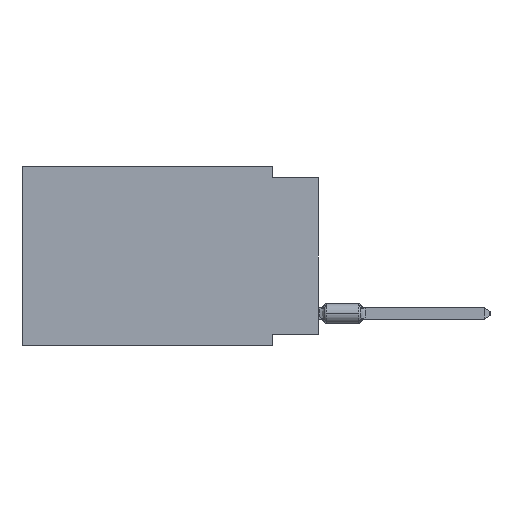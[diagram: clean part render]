
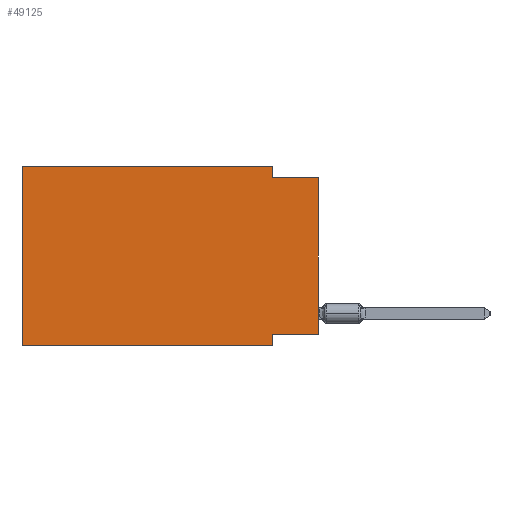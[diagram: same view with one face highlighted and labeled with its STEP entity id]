
A CAD part, left-side view. The second image highlights one B-rep face of the part: STEP entity #49125.
In plain terms, the highlighted planar face has unit normal (-1, 0, 0).
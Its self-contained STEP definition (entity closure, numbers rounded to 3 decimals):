
#725 = VECTOR ( 'NONE', #48242, 1000. ) ;
#1072 = EDGE_CURVE ( 'NONE', #23533, #12786, #31881, .T. ) ;
#2910 = LINE ( 'NONE', #46155, #3259 ) ;
#3180 = AXIS2_PLACEMENT_3D ( 'NONE', #18572, #36054, #53520 ) ;
#3259 = VECTOR ( 'NONE', #23826, 1000. ) ;
#3508 = LINE ( 'NONE', #38723, #39934 ) ;
#7801 = DIRECTION ( 'NONE',  ( 0., 0., 1. ) ) ;
#8334 = VERTEX_POINT ( 'NONE', #11706 ) ;
#8417 = ORIENTED_EDGE ( 'NONE', *, *, #33602, .F. ) ;
#8634 = DIRECTION ( 'NONE',  ( 0., 0., -1. ) ) ;
#9022 = EDGE_CURVE ( 'NONE', #12628, #30403, #2910, .T. ) ;
#9497 = EDGE_CURVE ( 'NONE', #12786, #30772, #52004, .T. ) ;
#9589 = CARTESIAN_POINT ( 'NONE',  ( 0., 0., -0.635 ) ) ;
#9697 = PLANE ( 'NONE',  #3180 ) ;
#11706 = CARTESIAN_POINT ( 'NONE',  ( 0., 16.383, 0. ) ) ;
#12628 = VERTEX_POINT ( 'NONE', #47285 ) ;
#12786 = VERTEX_POINT ( 'NONE', #39798 ) ;
#13624 = EDGE_CURVE ( 'NONE', #20381, #30772, #47972, .T. ) ;
#13766 = ORIENTED_EDGE ( 'NONE', *, *, #1072, .F. ) ;
#16523 = ORIENTED_EDGE ( 'NONE', *, *, #13624, .T. ) ;
#18219 = CARTESIAN_POINT ( 'NONE',  ( 0., 0., -9.271 ) ) ;
#18572 = CARTESIAN_POINT ( 'NONE',  ( 0., 16.383, 0. ) ) ;
#19953 = ORIENTED_EDGE ( 'NONE', *, *, #9497, .F. ) ;
#20013 = LINE ( 'NONE', #42045, #45160 ) ;
#20381 = VERTEX_POINT ( 'NONE', #18219 ) ;
#22110 = EDGE_CURVE ( 'NONE', #8334, #23533, #20013, .T. ) ;
#23533 = VERTEX_POINT ( 'NONE', #29069 ) ;
#23826 = DIRECTION ( 'NONE',  ( 0., -1., 0. ) ) ;
#24485 = DIRECTION ( 'NONE',  ( 0., 1., 0. ) ) ;
#24545 = CARTESIAN_POINT ( 'NONE',  ( 0., 2.54, -9.906 ) ) ;
#26203 = CARTESIAN_POINT ( 'NONE',  ( 0., 0., 0. ) ) ;
#27001 = DIRECTION ( 'NONE',  ( 0., -1., 0. ) ) ;
#27323 = EDGE_CURVE ( 'NONE', #31293, #30403, #34419, .T. ) ;
#29069 = CARTESIAN_POINT ( 'NONE',  ( 0., 2.54, 0. ) ) ;
#30403 = VERTEX_POINT ( 'NONE', #24545 ) ;
#30772 = VERTEX_POINT ( 'NONE', #9589 ) ;
#31293 = VERTEX_POINT ( 'NONE', #41857 ) ;
#31595 = CARTESIAN_POINT ( 'NONE',  ( 0., 2.54, 0. ) ) ;
#31655 = LINE ( 'NONE', #55691, #40255 ) ;
#31881 = LINE ( 'NONE', #31595, #36062 ) ;
#32846 = VECTOR ( 'NONE', #27001, 1000. ) ;
#33201 = VECTOR ( 'NONE', #8634, 1000. ) ;
#33209 = ORIENTED_EDGE ( 'NONE', *, *, #50853, .F. ) ;
#33602 = EDGE_CURVE ( 'NONE', #12628, #8334, #3508, .T. ) ;
#34419 = LINE ( 'NONE', #38997, #33201 ) ;
#36054 = DIRECTION ( 'NONE',  ( 1., 0., 0. ) ) ;
#36062 = VECTOR ( 'NONE', #40460, 1000. ) ;
#37553 = ORIENTED_EDGE ( 'NONE', *, *, #22110, .F. ) ;
#38723 = CARTESIAN_POINT ( 'NONE',  ( 0., 16.383, 0. ) ) ;
#38997 = CARTESIAN_POINT ( 'NONE',  ( 0., 2.54, -9.906 ) ) ;
#39798 = CARTESIAN_POINT ( 'NONE',  ( 0., 2.54, -0.635 ) ) ;
#39934 = VECTOR ( 'NONE', #7801, 1000. ) ;
#40255 = VECTOR ( 'NONE', #24485, 1000. ) ;
#40460 = DIRECTION ( 'NONE',  ( 0., 0., -1. ) ) ;
#41857 = CARTESIAN_POINT ( 'NONE',  ( 0., 2.54, -9.271 ) ) ;
#42045 = CARTESIAN_POINT ( 'NONE',  ( 0., 16.383, 0. ) ) ;
#42717 = EDGE_LOOP ( 'NONE', ( #16523, #19953, #13766, #37553, #8417, #53925, #48232, #33209 ) ) ;
#45160 = VECTOR ( 'NONE', #46351, 1000. ) ;
#46155 = CARTESIAN_POINT ( 'NONE',  ( 0., 16.383, -9.906 ) ) ;
#46351 = DIRECTION ( 'NONE',  ( 0., -1., 0. ) ) ;
#47285 = CARTESIAN_POINT ( 'NONE',  ( 0., 16.383, -9.906 ) ) ;
#47972 = LINE ( 'NONE', #26203, #725 ) ;
#48232 = ORIENTED_EDGE ( 'NONE', *, *, #27323, .F. ) ;
#48242 = DIRECTION ( 'NONE',  ( 0., 0., 1. ) ) ;
#48947 = FACE_OUTER_BOUND ( 'NONE', #42717, .T. ) ;
#49125 = ADVANCED_FACE ( 'NONE', ( #48947 ), #9697, .F. ) ;
#50853 = EDGE_CURVE ( 'NONE', #20381, #31293, #31655, .T. ) ;
#51719 = CARTESIAN_POINT ( 'NONE',  ( 0., 0., -0.635 ) ) ;
#52004 = LINE ( 'NONE', #51719, #32846 ) ;
#53520 = DIRECTION ( 'NONE',  ( 0., 0., -1. ) ) ;
#53925 = ORIENTED_EDGE ( 'NONE', *, *, #9022, .T. ) ;
#55691 = CARTESIAN_POINT ( 'NONE',  ( 0., 0., -9.271 ) ) ;
